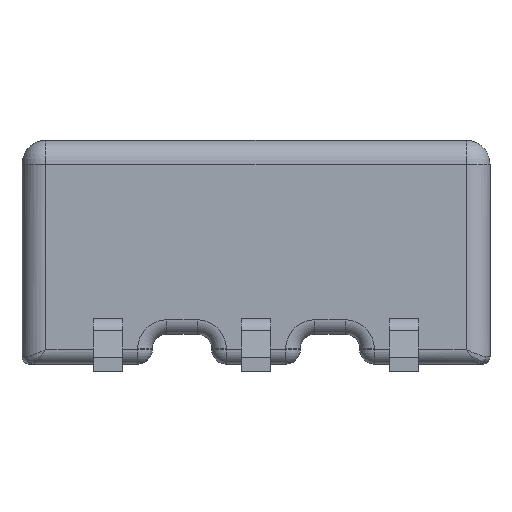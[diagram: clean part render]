
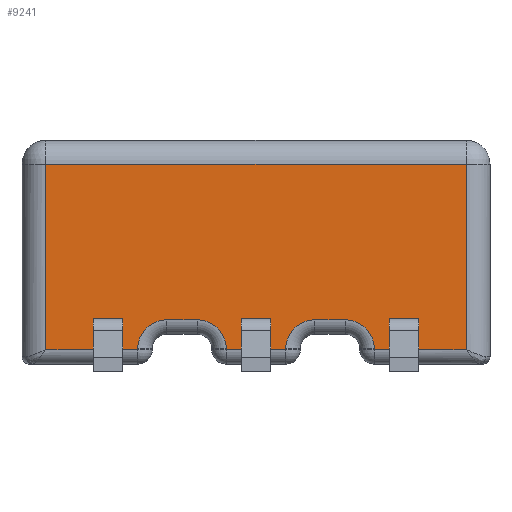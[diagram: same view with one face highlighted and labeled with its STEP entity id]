
A CAD part, left-side view. The second image highlights one B-rep face of the part: STEP entity #9241.
In plain terms, the highlighted planar face has unit normal (-1, 0, 0).
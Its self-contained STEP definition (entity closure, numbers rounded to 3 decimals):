
#253=LINE('',#13056,#684);
#274=LINE('',#13187,#705);
#276=LINE('',#13190,#707);
#277=LINE('',#13195,#708);
#281=LINE('',#13207,#712);
#290=LINE('',#13234,#721);
#303=LINE('',#13260,#734);
#306=LINE('',#13265,#737);
#308=LINE('',#13269,#739);
#314=LINE('',#13284,#745);
#319=LINE('',#13310,#750);
#322=LINE('',#13354,#753);
#340=LINE('',#13442,#771);
#342=LINE('',#13445,#773);
#345=LINE('',#13452,#776);
#351=LINE('',#13467,#782);
#352=LINE('',#13469,#783);
#363=LINE('',#13504,#794);
#369=LINE('',#13516,#800);
#387=LINE('',#13552,#818);
#389=LINE('',#13555,#820);
#391=LINE('',#13559,#822);
#394=LINE('',#13565,#825);
#397=LINE('',#13570,#828);
#684=VECTOR('',#10628,1000.);
#705=VECTOR('',#10737,1000.);
#707=VECTOR('',#10741,1000.);
#708=VECTOR('',#10746,1000.);
#712=VECTOR('',#10764,1000.);
#721=VECTOR('',#10789,1000.);
#734=VECTOR('',#10810,1000.);
#737=VECTOR('',#10815,1000.);
#739=VECTOR('',#10821,1000.);
#745=VECTOR('',#10831,1000.);
#750=VECTOR('',#10864,1000.);
#753=VECTOR('',#10879,1000.);
#771=VECTOR('',#10975,1000.);
#773=VECTOR('',#10979,1000.);
#776=VECTOR('',#10986,1000.);
#782=VECTOR('',#11008,1000.);
#783=VECTOR('',#11011,1000.);
#794=VECTOR('',#11044,1000.);
#800=VECTOR('',#11056,1000.);
#818=VECTOR('',#11086,1000.);
#820=VECTOR('',#11090,1000.);
#822=VECTOR('',#11096,1000.);
#825=VECTOR('',#11103,1000.);
#828=VECTOR('',#11108,1000.);
#1363=PLANE('',#9845);
#2742=ORIENTED_EDGE('',*,*,#4028,.T.);
#2743=ORIENTED_EDGE('',*,*,#4153,.F.);
#2744=ORIENTED_EDGE('',*,*,#4156,.F.);
#2745=ORIENTED_EDGE('',*,*,#4122,.F.);
#2746=ORIENTED_EDGE('',*,*,#4038,.T.);
#2747=ORIENTED_EDGE('',*,*,#4046,.T.);
#2748=ORIENTED_EDGE('',*,*,#3928,.F.);
#2749=ORIENTED_EDGE('',*,*,#3990,.F.);
#2750=ORIENTED_EDGE('',*,*,#3979,.F.);
#2751=ORIENTED_EDGE('',*,*,#3963,.T.);
#2752=ORIENTED_EDGE('',*,*,#3981,.F.);
#2753=ORIENTED_EDGE('',*,*,#3966,.T.);
#2754=ORIENTED_EDGE('',*,*,#3983,.F.);
#2755=ORIENTED_EDGE('',*,*,#4105,.T.);
#2756=ORIENTED_EDGE('',*,*,#4095,.T.);
#2757=ORIENTED_EDGE('',*,*,#4077,.F.);
#2758=ORIENTED_EDGE('',*,*,#4091,.T.);
#2759=ORIENTED_EDGE('',*,*,#4074,.F.);
#2760=ORIENTED_EDGE('',*,*,#4089,.T.);
#2761=ORIENTED_EDGE('',*,*,#4104,.T.);
#2762=ORIENTED_EDGE('',*,*,#4128,.F.);
#2763=ORIENTED_EDGE('',*,*,#4150,.F.);
#2764=ORIENTED_EDGE('',*,*,#4146,.F.);
#2765=ORIENTED_EDGE('',*,*,#4148,.T.);
#2766=ORIENTED_EDGE('',*,*,#4003,.T.);
#2767=ORIENTED_EDGE('',*,*,#4019,.F.);
#2768=ORIENTED_EDGE('',*,*,#4016,.T.);
#2769=ORIENTED_EDGE('',*,*,#4021,.T.);
#3928=EDGE_CURVE('',#4770,#4771,#253,.T.);
#3963=EDGE_CURVE('',#4792,#4793,#5186,.T.);
#3966=EDGE_CURVE('',#4794,#4795,#5189,.T.);
#3979=EDGE_CURVE('',#4792,#4799,#274,.T.);
#3981=EDGE_CURVE('',#4794,#4793,#276,.T.);
#3983=EDGE_CURVE('',#4800,#4795,#277,.T.);
#3990=EDGE_CURVE('',#4799,#4770,#281,.T.);
#4003=EDGE_CURVE('',#4813,#4814,#290,.T.);
#4016=EDGE_CURVE('',#4822,#4821,#303,.T.);
#4019=EDGE_CURVE('',#4822,#4814,#306,.T.);
#4021=EDGE_CURVE('',#4821,#4813,#308,.T.);
#4028=EDGE_CURVE('',#4830,#4829,#314,.T.);
#4038=EDGE_CURVE('',#4837,#4838,#319,.T.);
#4046=EDGE_CURVE('',#4838,#4771,#322,.T.);
#4074=EDGE_CURVE('',#4859,#4860,#5227,.T.);
#4077=EDGE_CURVE('',#4861,#4862,#5230,.T.);
#4089=EDGE_CURVE('',#4859,#4866,#340,.T.);
#4091=EDGE_CURVE('',#4861,#4860,#342,.T.);
#4095=EDGE_CURVE('',#4867,#4862,#345,.T.);
#4104=EDGE_CURVE('',#4866,#4837,#351,.T.);
#4105=EDGE_CURVE('',#4800,#4867,#352,.T.);
#4122=EDGE_CURVE('',#4830,#4883,#363,.T.);
#4128=EDGE_CURVE('',#4886,#4887,#369,.T.);
#4146=EDGE_CURVE('',#4897,#4896,#387,.T.);
#4148=EDGE_CURVE('',#4897,#4887,#389,.T.);
#4150=EDGE_CURVE('',#4896,#4886,#391,.T.);
#4153=EDGE_CURVE('',#4899,#4829,#394,.T.);
#4156=EDGE_CURVE('',#4883,#4899,#397,.T.);
#4770=VERTEX_POINT('',#13057);
#4771=VERTEX_POINT('',#13058);
#4792=VERTEX_POINT('',#13159);
#4793=VERTEX_POINT('',#13160);
#4794=VERTEX_POINT('',#13165);
#4795=VERTEX_POINT('',#13166);
#4799=VERTEX_POINT('',#13185);
#4800=VERTEX_POINT('',#13193);
#4813=VERTEX_POINT('',#13235);
#4814=VERTEX_POINT('',#13236);
#4821=VERTEX_POINT('',#13259);
#4822=VERTEX_POINT('',#13261);
#4829=VERTEX_POINT('',#13283);
#4830=VERTEX_POINT('',#13285);
#4837=VERTEX_POINT('',#13311);
#4838=VERTEX_POINT('',#13312);
#4859=VERTEX_POINT('',#13415);
#4860=VERTEX_POINT('',#13416);
#4861=VERTEX_POINT('',#13421);
#4862=VERTEX_POINT('',#13422);
#4866=VERTEX_POINT('',#13441);
#4867=VERTEX_POINT('',#13449);
#4883=VERTEX_POINT('',#13505);
#4886=VERTEX_POINT('',#13517);
#4887=VERTEX_POINT('',#13518);
#4896=VERTEX_POINT('',#13549);
#4897=VERTEX_POINT('',#13551);
#4899=VERTEX_POINT('',#13566);
#5186=CIRCLE('',#9695,0.5);
#5189=CIRCLE('',#9699,0.5);
#5227=CIRCLE('',#9781,0.5);
#5230=CIRCLE('',#9785,0.5);
#5505=EDGE_LOOP('',(#2742,#2743,#2744,#2745));
#5506=EDGE_LOOP('',(#2746,#2747,#2748,#2749,#2750,#2751,#2752,#2753,#2754,
#2755,#2756,#2757,#2758,#2759,#2760,#2761));
#5507=EDGE_LOOP('',(#2762,#2763,#2764,#2765));
#5508=EDGE_LOOP('',(#2766,#2767,#2768,#2769));
#5958=FACE_BOUND('',#5505,.T.);
#5959=FACE_BOUND('',#5506,.T.);
#5960=FACE_BOUND('',#5507,.T.);
#5961=FACE_BOUND('',#5508,.T.);
#9241=ADVANCED_FACE('',(#5958,#5959,#5960,#5961),#1363,.T.);
#9695=AXIS2_PLACEMENT_3D('',#13158,#10701,#10702);
#9699=AXIS2_PLACEMENT_3D('',#13164,#10709,#10710);
#9781=AXIS2_PLACEMENT_3D('',#13414,#10940,#10941);
#9785=AXIS2_PLACEMENT_3D('',#13420,#10948,#10949);
#9845=AXIS2_PLACEMENT_3D('',#13584,#11133,#11134);
#10628=DIRECTION('',(0.,1.,0.));
#10701=DIRECTION('',(1.,0.,0.));
#10702=DIRECTION('',(0.,-1.,0.));
#10709=DIRECTION('',(1.,0.,0.));
#10710=DIRECTION('',(0.,-1.,0.));
#10737=DIRECTION('',(0.,-1.,0.));
#10741=DIRECTION('',(0.,0.,-1.));
#10746=DIRECTION('',(0.,1.,0.));
#10764=DIRECTION('',(0.,0.,-1.));
#10789=DIRECTION('',(0.,0.,-1.));
#10810=DIRECTION('',(0.,0.,1.));
#10815=DIRECTION('',(0.,-1.,0.));
#10821=DIRECTION('',(0.,-1.,0.));
#10831=DIRECTION('',(0.,1.,0.));
#10864=DIRECTION('',(0.,1.,0.));
#10879=DIRECTION('',(0.,0.,-1.));
#10940=DIRECTION('',(-1.,0.,0.));
#10941=DIRECTION('',(0.,-1.,0.));
#10948=DIRECTION('',(-1.,0.,0.));
#10949=DIRECTION('',(0.,-1.,0.));
#10975=DIRECTION('',(0.,-1.,0.));
#10979=DIRECTION('',(0.,0.,1.));
#10986=DIRECTION('',(0.,1.,0.));
#11008=DIRECTION('',(0.,0.,1.));
#11011=DIRECTION('',(0.,0.,1.));
#11044=DIRECTION('',(0.,0.,1.));
#11056=DIRECTION('',(0.,0.,1.));
#11086=DIRECTION('',(0.,0.,-1.));
#11090=DIRECTION('',(0.,-1.,0.));
#11096=DIRECTION('',(0.,-1.,0.));
#11103=DIRECTION('',(0.,0.,-1.));
#11108=DIRECTION('',(0.,1.,0.));
#11133=DIRECTION('',(-1.,0.,0.));
#11134=DIRECTION('',(0.,-1.,0.));
#13056=CARTESIAN_POINT('',(-26.872,0.033,9.461));
#13057=CARTESIAN_POINT('',(-26.872,-3.557,9.461));
#13058=CARTESIAN_POINT('',(-26.872,-0.377,9.461));
#13158=CARTESIAN_POINT('',(-26.872,-3.547,11.536));
#13159=CARTESIAN_POINT('',(-26.872,-3.547,11.036));
#13160=CARTESIAN_POINT('',(-26.872,-3.047,11.536));
#13164=CARTESIAN_POINT('',(-26.872,-3.547,12.056));
#13165=CARTESIAN_POINT('',(-26.872,-3.047,12.056));
#13166=CARTESIAN_POINT('',(-26.872,-3.547,12.556));
#13185=CARTESIAN_POINT('',(-26.872,-3.557,11.036));
#13187=CARTESIAN_POINT('',(-26.872,-3.807,11.036));
#13190=CARTESIAN_POINT('',(-26.872,-3.047,13.066));
#13193=CARTESIAN_POINT('',(-26.872,-3.557,12.556));
#13195=CARTESIAN_POINT('',(-26.872,-3.297,12.556));
#13207=CARTESIAN_POINT('',(-26.872,-3.557,13.066));
#13234=CARTESIAN_POINT('',(-26.872,-3.277,13.066));
#13235=CARTESIAN_POINT('',(-26.872,-3.277,10.781));
#13236=CARTESIAN_POINT('',(-26.872,-3.277,10.271));
#13259=CARTESIAN_POINT('',(-26.872,-3.027,10.781));
#13260=CARTESIAN_POINT('',(-26.872,-3.027,10.781));
#13261=CARTESIAN_POINT('',(-26.872,-3.027,10.271));
#13265=CARTESIAN_POINT('',(-26.872,0.033,10.271));
#13269=CARTESIAN_POINT('',(-26.872,-3.027,10.781));
#13283=CARTESIAN_POINT('',(-26.872,-3.027,12.811));
#13284=CARTESIAN_POINT('',(-26.872,-3.027,12.811));
#13285=CARTESIAN_POINT('',(-26.872,-3.277,12.811));
#13310=CARTESIAN_POINT('',(-26.872,0.033,16.671));
#13311=CARTESIAN_POINT('',(-26.872,-3.557,16.671));
#13312=CARTESIAN_POINT('',(-26.872,-0.377,16.671));
#13354=CARTESIAN_POINT('',(-26.872,-0.377,13.066));
#13414=CARTESIAN_POINT('',(-26.872,-3.547,14.596));
#13415=CARTESIAN_POINT('',(-26.872,-3.547,15.096));
#13416=CARTESIAN_POINT('',(-26.872,-3.047,14.596));
#13420=CARTESIAN_POINT('',(-26.872,-3.547,14.076));
#13421=CARTESIAN_POINT('',(-26.872,-3.047,14.076));
#13422=CARTESIAN_POINT('',(-26.872,-3.547,13.576));
#13441=CARTESIAN_POINT('',(-26.872,-3.557,15.096));
#13442=CARTESIAN_POINT('',(-26.872,-3.807,15.096));
#13445=CARTESIAN_POINT('',(-26.872,-3.047,13.066));
#13449=CARTESIAN_POINT('',(-26.872,-3.557,13.576));
#13452=CARTESIAN_POINT('',(-26.872,-3.297,13.576));
#13467=CARTESIAN_POINT('',(-26.872,-3.557,13.066));
#13469=CARTESIAN_POINT('',(-26.872,-3.557,13.066));
#13504=CARTESIAN_POINT('',(-26.872,-3.277,13.066));
#13505=CARTESIAN_POINT('',(-26.872,-3.277,13.321));
#13516=CARTESIAN_POINT('',(-26.872,-3.277,13.066));
#13517=CARTESIAN_POINT('',(-26.872,-3.277,15.351));
#13518=CARTESIAN_POINT('',(-26.872,-3.277,15.861));
#13549=CARTESIAN_POINT('',(-26.872,-3.027,15.351));
#13551=CARTESIAN_POINT('',(-26.872,-3.027,15.861));
#13552=CARTESIAN_POINT('',(-26.872,-3.027,15.351));
#13555=CARTESIAN_POINT('',(-26.872,0.033,15.861));
#13559=CARTESIAN_POINT('',(-26.872,-3.027,15.351));
#13565=CARTESIAN_POINT('',(-26.872,-3.027,13.066));
#13566=CARTESIAN_POINT('',(-26.872,-3.027,13.321));
#13570=CARTESIAN_POINT('',(-26.872,-3.027,13.321));
#13584=CARTESIAN_POINT('',(-26.872,0.033,13.066));
